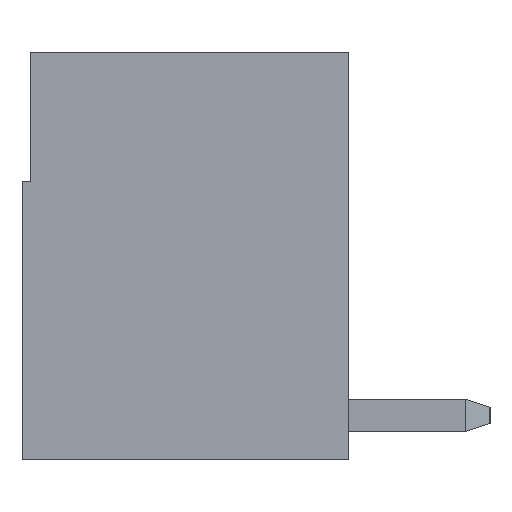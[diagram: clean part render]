
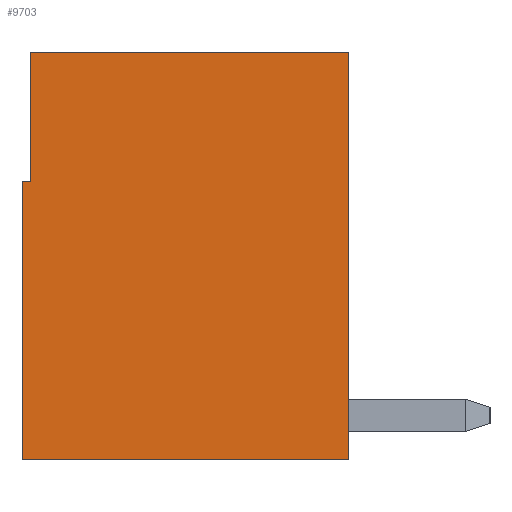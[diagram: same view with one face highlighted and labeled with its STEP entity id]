
A CAD part, left-side view. The second image highlights one B-rep face of the part: STEP entity #9703.
In plain terms, the highlighted planar face has unit normal (-1, 0, 0).
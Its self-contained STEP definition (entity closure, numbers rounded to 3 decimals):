
#1452=ORIENTED_EDGE('',*,*,#3018,.T.);
#1453=ORIENTED_EDGE('',*,*,#3078,.T.);
#1454=ORIENTED_EDGE('',*,*,#3806,.T.);
#1455=ORIENTED_EDGE('',*,*,#3808,.T.);
#1456=ORIENTED_EDGE('',*,*,#3803,.T.);
#1457=ORIENTED_EDGE('',*,*,#3322,.T.);
#3018=EDGE_CURVE('',#4399,#4398,#5323,.T.);
#3078=EDGE_CURVE('',#4398,#4455,#5382,.T.);
#3322=EDGE_CURVE('',#4690,#4399,#5623,.T.);
#3803=EDGE_CURVE('',#5092,#4690,#6062,.T.);
#3806=EDGE_CURVE('',#4455,#5095,#6065,.T.);
#3808=EDGE_CURVE('',#5095,#5092,#6067,.T.);
#4398=VERTEX_POINT('',#13344);
#4399=VERTEX_POINT('',#13346);
#4455=VERTEX_POINT('',#13464);
#4690=VERTEX_POINT('',#13981);
#5092=VERTEX_POINT('',#14948);
#5095=VERTEX_POINT('',#14956);
#5323=LINE('',#13345,#6632);
#5382=LINE('',#13466,#6691);
#5623=LINE('',#13980,#6932);
#6062=LINE('',#14951,#7371);
#6065=LINE('',#14957,#7374);
#6067=LINE('',#14960,#7376);
#6632=VECTOR('',#10781,1000.);
#6691=VECTOR('',#10848,1000.);
#6932=VECTOR('',#11169,1000.);
#7371=VECTOR('',#11864,1000.);
#7374=VECTOR('',#11869,1000.);
#7376=VECTOR('',#11873,1000.);
#8108=EDGE_LOOP('',(#1452,#1453,#1454,#1455,#1456,#1457));
#8689=FACE_BOUND('',#8108,.T.);
#9216=PLANE('',#10334);
#9703=ADVANCED_FACE('',(#8689),#9216,.T.);
#10334=AXIS2_PLACEMENT_3D('',#15124,#12071,#12072);
#10781=DIRECTION('',(0.,0.,1.));
#10848=DIRECTION('',(0.,1.,0.));
#11169=DIRECTION('',(0.,-1.,0.));
#11864=DIRECTION('',(0.,0.,-1.));
#11869=DIRECTION('',(0.,0.,-1.));
#11873=DIRECTION('',(0.,1.,0.));
#12071=DIRECTION('',(-1.,0.,0.));
#12072=DIRECTION('',(0.,0.,1.));
#13344=CARTESIAN_POINT('',(-16.05,-4.05,5.05));
#13345=CARTESIAN_POINT('',(-16.05,-4.05,-5.05));
#13346=CARTESIAN_POINT('',(-16.05,-4.05,-5.05));
#13464=CARTESIAN_POINT('',(-16.05,3.85,5.05));
#13466=CARTESIAN_POINT('',(-16.05,-4.05,5.05));
#13980=CARTESIAN_POINT('',(-16.05,4.05,-5.05));
#13981=CARTESIAN_POINT('',(-16.05,4.05,-5.05));
#14948=CARTESIAN_POINT('',(-16.05,4.05,1.85));
#14951=CARTESIAN_POINT('',(-16.05,4.05,1.85));
#14956=CARTESIAN_POINT('',(-16.05,3.85,1.85));
#14957=CARTESIAN_POINT('',(-16.05,3.85,5.05));
#14960=CARTESIAN_POINT('',(-16.05,3.85,1.85));
#15124=CARTESIAN_POINT('',(-16.05,0.,0.));
